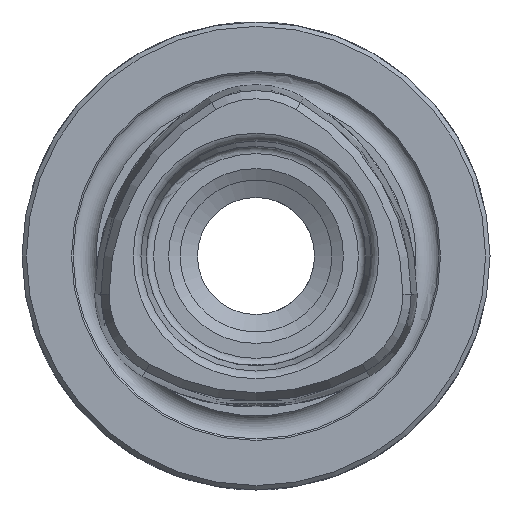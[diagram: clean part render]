
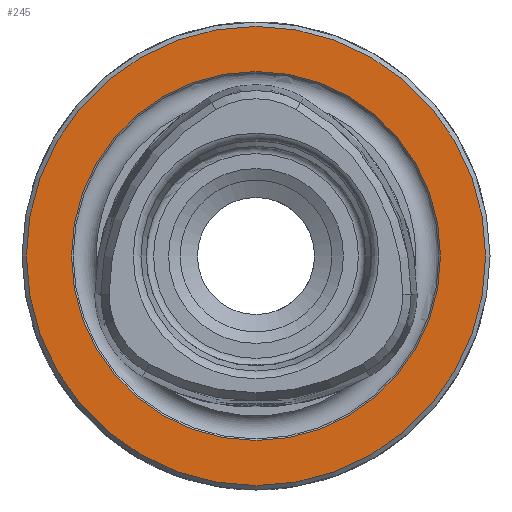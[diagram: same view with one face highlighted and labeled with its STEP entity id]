
A CAD part, left-side view. The second image highlights one B-rep face of the part: STEP entity #245.
In plain terms, the highlighted planar face has unit normal (-1, 0, 0).
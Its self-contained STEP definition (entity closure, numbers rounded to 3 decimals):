
#245 = ADVANCED_FACE( '', ( #552, #553 ), #554, .T. );
#552 = FACE_OUTER_BOUND( '', #916, .T. );
#553 = FACE_BOUND( '', #917, .T. );
#554 = PLANE( '', #918 );
#916 = EDGE_LOOP( '', ( #1525 ) );
#917 = EDGE_LOOP( '', ( #1526 ) );
#918 = AXIS2_PLACEMENT_3D( '', #1527, #1528, #1529 );
#1525 = ORIENTED_EDGE( '', *, *, #2070, .T. );
#1526 = ORIENTED_EDGE( '', *, *, #2109, .F. );
#1527 = CARTESIAN_POINT( '', ( 0., 0., 12.25 ) );
#1528 = DIRECTION( '', ( -1., 0., 0. ) );
#1529 = DIRECTION( '', ( 0., 0., 1. ) );
#2070 = EDGE_CURVE( '', #2488, #2488, #2489, .T. );
#2109 = EDGE_CURVE( '', #2539, #2539, #2540, .T. );
#2488 = VERTEX_POINT( '', #3314 );
#2489 = CIRCLE( '', #3315, 15.7 );
#2539 = VERTEX_POINT( '', #3522 );
#2540 = CIRCLE( '', #3523, 12.614 );
#3314 = CARTESIAN_POINT( '', ( 0., 0., 15.7 ) );
#3315 = AXIS2_PLACEMENT_3D( '', #4015, #4016, #4017 );
#3522 = CARTESIAN_POINT( '', ( 0., 0., 12.614 ) );
#3523 = AXIS2_PLACEMENT_3D( '', #4051, #4052, #4053 );
#4015 = CARTESIAN_POINT( '', ( 0., 0., 0. ) );
#4016 = DIRECTION( '', ( -1., 0., 0. ) );
#4017 = DIRECTION( '', ( 0., 0., 1. ) );
#4051 = CARTESIAN_POINT( '', ( 0., 0., 0. ) );
#4052 = DIRECTION( '', ( -1., 0., 0. ) );
#4053 = DIRECTION( '', ( 0., 0., 1. ) );
